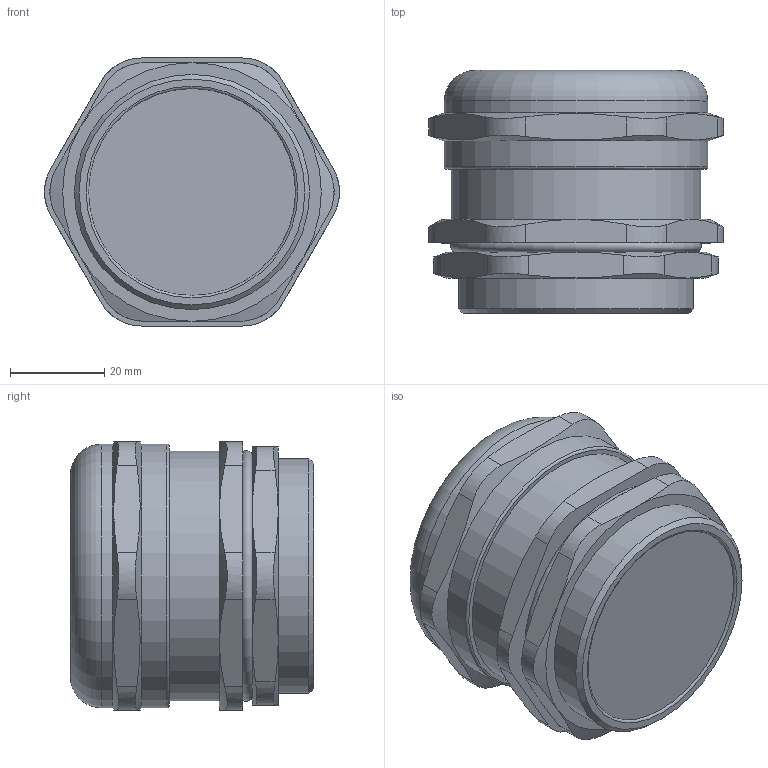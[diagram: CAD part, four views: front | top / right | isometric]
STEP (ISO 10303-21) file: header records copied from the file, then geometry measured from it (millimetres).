
FILE_DESCRIPTION(/* description */ (''),/* implementation_level */ '2;1');
FILE_NAME(/* name */ '',/* time_stamp */ '2024-02-29T09:02:37+07:00',/* author */ ('zeta-09'),/* organization */ (''),/* preprocessor_version */ 'ST-DEVELOPER v19.2',/* originating_system */ 'Autodesk Inventor 2024',/* authorisation */ '');
FILE_SCHEMA (('AUTOMOTIVE_DESIGN { 1 0 10303 214 3 1 1 }'));
Length unit declared in the file: millimetre
Products named in the file (1): Деталь23
Bounding box: 62.72 x 51.66 x 57 mm (x, y, z)
Volume: 120862.9 mm3; surface area: 15821.7 mm2
Topology: 1 solids, 1 shells, 75 faces, 178 edges, 112 vertices
Faces by surface type: plane 27, cylinder 22, cone 21, torus 5
Full cylindrical faces by diameter (mm): 50 x1, 53 x1, 56 x2
Entity records: 2555 total; most frequent: CARTESIAN_POINT 854, ORIENTED_EDGE 356, DIRECTION 299, EDGE_CURVE 178, AXIS2_PLACEMENT_3D 125, VERTEX_POINT 112, EDGE_LOOP 82, FACE_OUTER_BOUND 75
